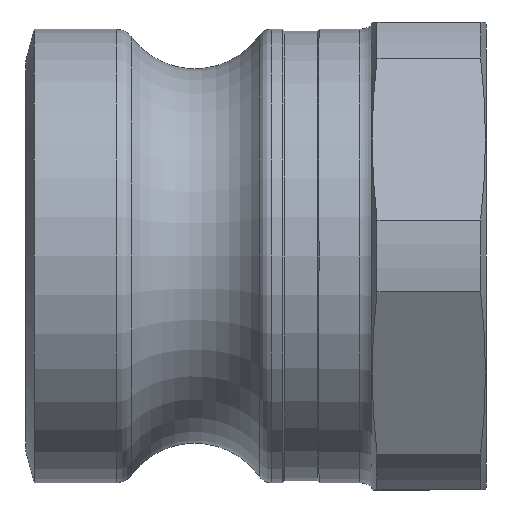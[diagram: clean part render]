
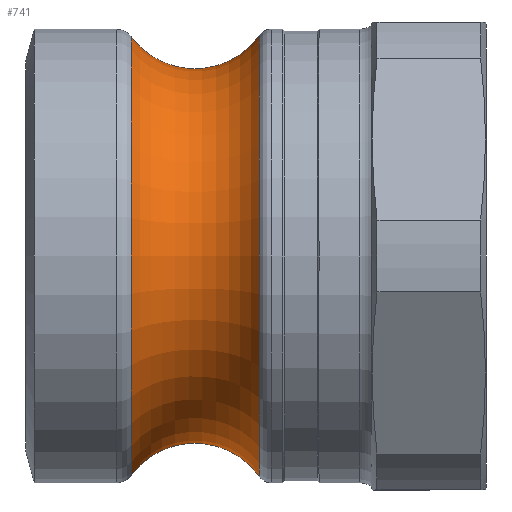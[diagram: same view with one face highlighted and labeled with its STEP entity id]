
A CAD part, front view. The second image highlights one B-rep face of the part: STEP entity #741.
In plain terms, the highlighted toroidal (fillet/blend) face has major radius 37 mm and minor radius 11 mm.
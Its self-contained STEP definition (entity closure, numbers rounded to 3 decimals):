
#18=TOROIDAL_SURFACE('',#858,37.,11.);
#90=FACE_OUTER_BOUND('',#130,.T.);
#130=EDGE_LOOP('',(#635,#636,#637,#638,#639,#640));
#247=CIRCLE('',#855,30.654);
#248=CIRCLE('',#856,30.654);
#250=CIRCLE('',#859,11.);
#251=CIRCLE('',#860,30.481);
#252=CIRCLE('',#861,30.481);
#325=VERTEX_POINT('',#1332);
#326=VERTEX_POINT('',#1333);
#327=VERTEX_POINT('',#1338);
#328=VERTEX_POINT('',#1340);
#429=EDGE_CURVE('',#325,#326,#247,.T.);
#430=EDGE_CURVE('',#326,#325,#248,.T.);
#432=EDGE_CURVE('',#326,#327,#250,.T.);
#433=EDGE_CURVE('',#328,#327,#251,.T.);
#434=EDGE_CURVE('',#327,#328,#252,.T.);
#635=ORIENTED_EDGE('',*,*,#429,.T.);
#636=ORIENTED_EDGE('',*,*,#432,.T.);
#637=ORIENTED_EDGE('',*,*,#433,.F.);
#638=ORIENTED_EDGE('',*,*,#434,.F.);
#639=ORIENTED_EDGE('',*,*,#432,.F.);
#640=ORIENTED_EDGE('',*,*,#430,.T.);
#741=ADVANCED_FACE('',(#90),#18,.F.);
#855=AXIS2_PLACEMENT_3D('',#1334,#1079,#1080);
#856=AXIS2_PLACEMENT_3D('',#1335,#1081,#1082);
#858=AXIS2_PLACEMENT_3D('',#1337,#1085,#1086);
#859=AXIS2_PLACEMENT_3D('',#1339,#1087,#1088);
#860=AXIS2_PLACEMENT_3D('',#1341,#1089,#1090);
#861=AXIS2_PLACEMENT_3D('',#1342,#1091,#1092);
#1079=DIRECTION('center_axis',(-1.,0.,0.));
#1080=DIRECTION('ref_axis',(0.,-1.,0.));
#1081=DIRECTION('center_axis',(-1.,0.,0.));
#1082=DIRECTION('ref_axis',(0.,-1.,0.));
#1085=DIRECTION('center_axis',(-1.,0.,0.));
#1086=DIRECTION('ref_axis',(0.,0.,1.));
#1087=DIRECTION('center_axis',(0.,-1.,0.));
#1088=DIRECTION('ref_axis',(0.,0.,-1.));
#1089=DIRECTION('center_axis',(-1.,0.,0.));
#1090=DIRECTION('ref_axis',(0.,-1.,0.));
#1091=DIRECTION('center_axis',(-1.,0.,0.));
#1092=DIRECTION('ref_axis',(0.,-1.,0.));
#1332=CARTESIAN_POINT('',(32.485,-30.654,0.));
#1333=CARTESIAN_POINT('',(32.485,0.,-30.654));
#1334=CARTESIAN_POINT('Origin',(32.485,0.,
0.));
#1335=CARTESIAN_POINT('Origin',(32.485,0.,
0.));
#1337=CARTESIAN_POINT('Origin',(23.5,0.,
0.));
#1338=CARTESIAN_POINT('',(14.639,0.,-30.481));
#1339=CARTESIAN_POINT('Origin',(23.5,0.,
-37.));
#1340=CARTESIAN_POINT('',(14.639,-30.481,0.));
#1341=CARTESIAN_POINT('Origin',(14.639,0.,
0.));
#1342=CARTESIAN_POINT('Origin',(14.639,0.,
0.));
